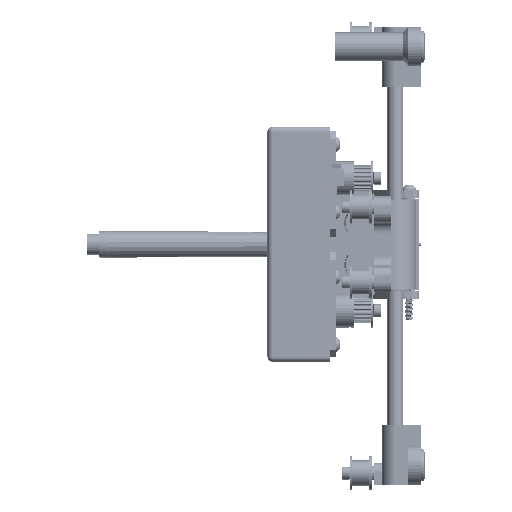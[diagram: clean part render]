
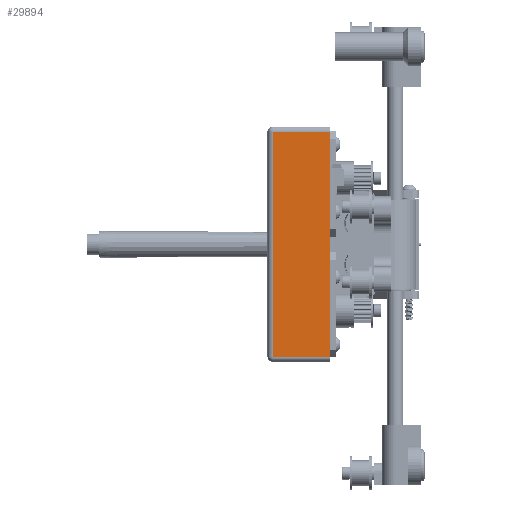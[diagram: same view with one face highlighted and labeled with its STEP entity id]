
A CAD part, left-side view. The second image highlights one B-rep face of the part: STEP entity #29894.
In plain terms, the highlighted face is planar.
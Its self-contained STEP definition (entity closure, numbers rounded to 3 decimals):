
#24688=DIRECTION('',(-1.,0.,0.));
#24689=VECTOR('',#24688,86.5);
#24690=CARTESIAN_POINT('',(43.25,0.,-39.75));
#24691=LINE('',#24690,#24689);
#27144=DIRECTION('',(0.,-1.,0.));
#27145=VECTOR('',#27144,22.);
#27146=CARTESIAN_POINT('',(-43.25,22.,-39.75));
#27147=LINE('',#27146,#27145);
#27151=DIRECTION('',(0.,-1.,0.));
#27152=VECTOR('',#27151,22.);
#27153=CARTESIAN_POINT('',(43.25,22.,-39.75));
#27154=LINE('',#27153,#27152);
#27158=DIRECTION('',(-1.,0.,0.));
#27159=VECTOR('',#27158,86.5);
#27160=CARTESIAN_POINT('',(43.25,22.,-39.75));
#27161=LINE('',#27160,#27159);
#27563=CARTESIAN_POINT('',(-43.25,0.,-39.75));
#27565=VERTEX_POINT('',#27563);
#27566=CARTESIAN_POINT('',(-43.25,22.,-39.75));
#27567=VERTEX_POINT('',#27566);
#27574=CARTESIAN_POINT('',(43.25,22.,-39.75));
#27575=VERTEX_POINT('',#27574);
#27576=CARTESIAN_POINT('',(43.25,0.,-39.75));
#27578=VERTEX_POINT('',#27576);
#29881=CARTESIAN_POINT('',(45.25,0.,-39.75));
#29882=DIRECTION('',(0.,0.,-1.));
#29883=DIRECTION('',(-1.,0.,0.));
#29884=AXIS2_PLACEMENT_3D('',#29881,#29882,#29883);
#29885=PLANE('',#29884);
#29887=ORIENTED_EDGE('',*,*,#29886,.T.);
#29888=ORIENTED_EDGE('',*,*,#28132,.F.);
#29890=ORIENTED_EDGE('',*,*,#29889,.F.);
#29891=ORIENTED_EDGE('',*,*,#29874,.T.);
#29892=EDGE_LOOP('',(#29887,#29888,#29890,#29891));
#29893=FACE_OUTER_BOUND('',#29892,.F.);
#29894=ADVANCED_FACE('',(#29893),#29885,.T.);
#28132=EDGE_CURVE('',#27578,#27565,#24691,.T.);
#29874=EDGE_CURVE('',#27575,#27567,#27161,.T.);
#29886=EDGE_CURVE('',#27567,#27565,#27147,.T.);
#29889=EDGE_CURVE('',#27575,#27578,#27154,.T.);
